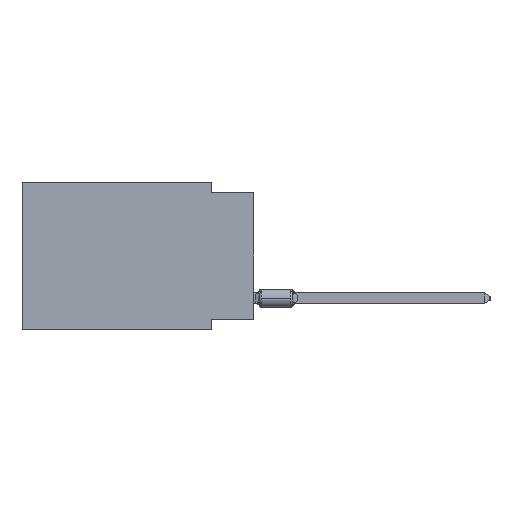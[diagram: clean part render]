
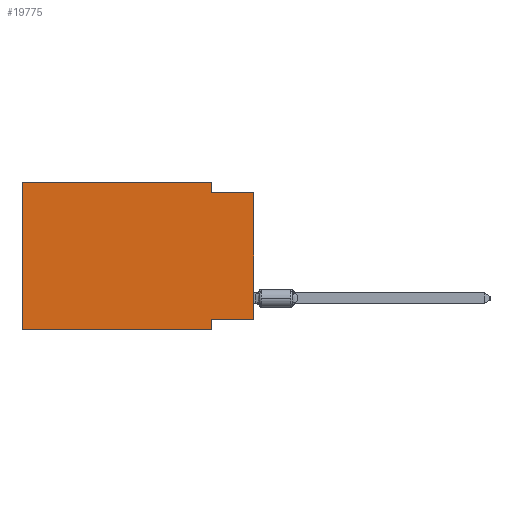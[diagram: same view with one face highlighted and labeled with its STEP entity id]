
A CAD part, left-side view. The second image highlights one B-rep face of the part: STEP entity #19775.
In plain terms, the highlighted planar face has unit normal (-1, 0, 0).
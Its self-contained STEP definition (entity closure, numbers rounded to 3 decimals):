
#759 = DIRECTION ( 'NONE',  ( 1., 0., 0. ) ) ;
#1356 = EDGE_CURVE ( 'NONE', #2185, #29762, #25409, .T. ) ;
#2185 = VERTEX_POINT ( 'NONE', #5570 ) ;
#2225 = ORIENTED_EDGE ( 'NONE', *, *, #4542, .F. ) ;
#2566 = EDGE_CURVE ( 'NONE', #4211, #29618, #22399, .T. ) ;
#2714 = LINE ( 'NONE', #15384, #23791 ) ;
#2753 = VERTEX_POINT ( 'NONE', #21362 ) ;
#4211 = VERTEX_POINT ( 'NONE', #22865 ) ;
#4286 = VERTEX_POINT ( 'NONE', #5977 ) ;
#4542 = EDGE_CURVE ( 'NONE', #2753, #23978, #6654, .T. ) ;
#4589 = EDGE_CURVE ( 'NONE', #25795, #29618, #7818, .T. ) ;
#5570 = CARTESIAN_POINT ( 'NONE',  ( 0., 2.54, -8.255 ) ) ;
#5977 = CARTESIAN_POINT ( 'NONE',  ( 0., 13.97, -8.89 ) ) ;
#6114 = DIRECTION ( 'NONE',  ( 0., 1., 0. ) ) ;
#6578 = CARTESIAN_POINT ( 'NONE',  ( 0., 0., -0.635 ) ) ;
#6654 = LINE ( 'NONE', #17643, #15236 ) ;
#7376 = CARTESIAN_POINT ( 'NONE',  ( 0., 13.97, -8.89 ) ) ;
#7818 = LINE ( 'NONE', #10486, #25364 ) ;
#9077 = EDGE_CURVE ( 'NONE', #25795, #2185, #30983, .T. ) ;
#9319 = ORIENTED_EDGE ( 'NONE', *, *, #11312, .T. ) ;
#10066 = DIRECTION ( 'NONE',  ( 0., 0., -1. ) ) ;
#10190 = ORIENTED_EDGE ( 'NONE', *, *, #1356, .F. ) ;
#10486 = CARTESIAN_POINT ( 'NONE',  ( 0., 0., 0. ) ) ;
#11180 = ORIENTED_EDGE ( 'NONE', *, *, #9077, .F. ) ;
#11312 = EDGE_CURVE ( 'NONE', #4286, #29762, #27382, .T. ) ;
#12435 = EDGE_LOOP ( 'NONE', ( #27823, #27071, #22628, #2225, #13914, #9319, #10190, #11180 ) ) ;
#12709 = VECTOR ( 'NONE', #20060, 1000. ) ;
#13201 = CARTESIAN_POINT ( 'NONE',  ( 0., 2.54, -8.89 ) ) ;
#13260 = FACE_OUTER_BOUND ( 'NONE', #12435, .T. ) ;
#13412 = CARTESIAN_POINT ( 'NONE',  ( 0., 0., -8.255 ) ) ;
#13914 = ORIENTED_EDGE ( 'NONE', *, *, #21012, .F. ) ;
#14599 = DIRECTION ( 'NONE',  ( 0., 0., 1. ) ) ;
#15236 = VECTOR ( 'NONE', #22830, 1000. ) ;
#15384 = CARTESIAN_POINT ( 'NONE',  ( 0., 13.97, 0. ) ) ;
#15396 = CARTESIAN_POINT ( 'NONE',  ( 0., 2.54, 0. ) ) ;
#15824 = LINE ( 'NONE', #15983, #27468 ) ;
#15983 = CARTESIAN_POINT ( 'NONE',  ( 0., 2.54, 0. ) ) ;
#16083 = PLANE ( 'NONE',  #16249 ) ;
#16249 = AXIS2_PLACEMENT_3D ( 'NONE', #26113, #759, #21262 ) ;
#16760 = VECTOR ( 'NONE', #6114, 1000. ) ;
#17410 = CARTESIAN_POINT ( 'NONE',  ( 0., 2.54, -8.89 ) ) ;
#17643 = CARTESIAN_POINT ( 'NONE',  ( 0., 13.97, 0. ) ) ;
#19775 = ADVANCED_FACE ( 'NONE', ( #13260 ), #16083, .F. ) ;
#20060 = DIRECTION ( 'NONE',  ( 0., -1., 0. ) ) ;
#21012 = EDGE_CURVE ( 'NONE', #4286, #2753, #2714, .T. ) ;
#21262 = DIRECTION ( 'NONE',  ( 0., 0., -1. ) ) ;
#21362 = CARTESIAN_POINT ( 'NONE',  ( 0., 13.97, 0. ) ) ;
#22399 = LINE ( 'NONE', #25073, #12709 ) ;
#22628 = ORIENTED_EDGE ( 'NONE', *, *, #32352, .F. ) ;
#22830 = DIRECTION ( 'NONE',  ( 0., -1., 0. ) ) ;
#22865 = CARTESIAN_POINT ( 'NONE',  ( 0., 2.54, -0.635 ) ) ;
#23409 = VECTOR ( 'NONE', #10066, 1000. ) ;
#23791 = VECTOR ( 'NONE', #14599, 1000. ) ;
#23978 = VERTEX_POINT ( 'NONE', #15396 ) ;
#25073 = CARTESIAN_POINT ( 'NONE',  ( 0., 0., -0.635 ) ) ;
#25364 = VECTOR ( 'NONE', #30827, 1000. ) ;
#25409 = LINE ( 'NONE', #13201, #23409 ) ;
#25795 = VERTEX_POINT ( 'NONE', #13412 ) ;
#26009 = DIRECTION ( 'NONE',  ( 0., 0., -1. ) ) ;
#26113 = CARTESIAN_POINT ( 'NONE',  ( 0., 13.97, 0. ) ) ;
#27071 = ORIENTED_EDGE ( 'NONE', *, *, #2566, .F. ) ;
#27382 = LINE ( 'NONE', #7376, #29964 ) ;
#27468 = VECTOR ( 'NONE', #26009, 1000. ) ;
#27823 = ORIENTED_EDGE ( 'NONE', *, *, #4589, .T. ) ;
#28967 = CARTESIAN_POINT ( 'NONE',  ( 0., 0., -8.255 ) ) ;
#29618 = VERTEX_POINT ( 'NONE', #6578 ) ;
#29762 = VERTEX_POINT ( 'NONE', #17410 ) ;
#29964 = VECTOR ( 'NONE', #32564, 1000. ) ;
#30827 = DIRECTION ( 'NONE',  ( 0., 0., 1. ) ) ;
#30983 = LINE ( 'NONE', #28967, #16760 ) ;
#32352 = EDGE_CURVE ( 'NONE', #23978, #4211, #15824, .T. ) ;
#32564 = DIRECTION ( 'NONE',  ( 0., -1., 0. ) ) ;
